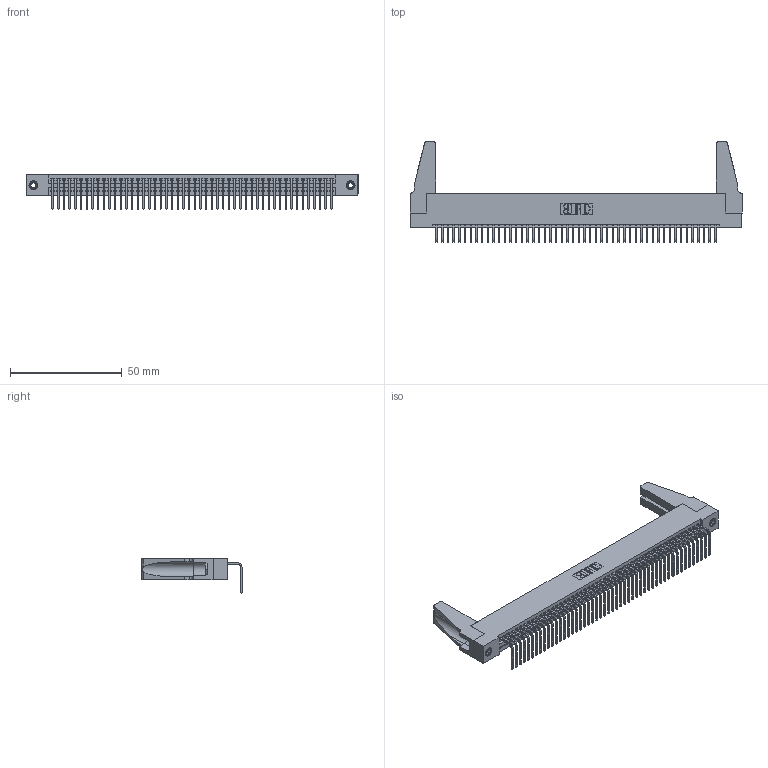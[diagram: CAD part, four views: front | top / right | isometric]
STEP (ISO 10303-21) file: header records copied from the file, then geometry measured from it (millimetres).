
FILE_DESCRIPTION (( 'STEP AP203' ), '1' );
FILE_NAME ('395-050-558-188.STEP', '2019-10-11T13:41:09', ( '' ), ( '' ), 'SwSTEP 2.0', 'SolidWorks 2016', '' );
FILE_SCHEMA (( 'CONFIG_CONTROL_DESIGN' ));
Length unit declared in the file: inch
Products named in the file (5): 345 Part_Flush Mounting Lugs - 0.156 Dia-TH; 345-292-001_558 Tail - 2; 345-250-001_345-250-001-102; 345-220-078_345-220-088; 395-050-558-188
Assembly tree (55 placements, depth 2):
  395-050-558-188
    345 Part_Flush Mounting Lugs - 0.156 Dia-TH
    345-292-001_558 Tail - 2  x50
    345-250-001_345-250-001-102  x2
    345-220-078_345-220-088  x2
Bounding box: 148.23 x 44.69 x 15.37 mm (x, y, z)
Volume: 17564.1 mm3; surface area: 23235.7 mm2
Topology: 55 solids, 55 shells, 3250 faces, 9755 edges, 6426 vertices
Faces by surface type: plane 2252, cylinder 982, cone 12, torus 4
Entity records: 38786 total; most frequent: CARTESIAN_POINT 6708, ORIENTED_EDGE 6652, DIRECTION 5854, EDGE_CURVE 3326, LINE 2952, VECTOR 2952, VERTEX_POINT 2210, AXIS2_PLACEMENT_3D 1451
